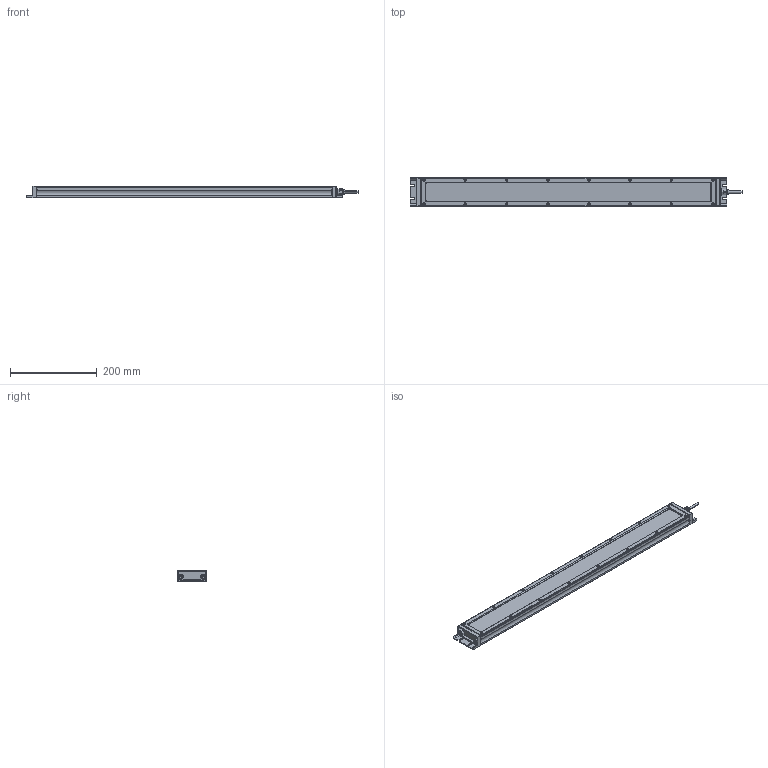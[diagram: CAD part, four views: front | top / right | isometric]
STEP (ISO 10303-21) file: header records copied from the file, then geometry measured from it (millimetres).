
FILE_DESCRIPTION((''),'2;1');
FILE_NAME('NLE36 SERIES.stp','2023-11-28T17:14:06',(''),(''),'Mechanical Desktop 2011','Mechanical Desktop 2011',', , ');
FILE_SCHEMA(('CONFIG_CONTROL_DESIGN'));
Length unit declared in the file: millimetre
Products named in the file (1): Product
Bounding box: 765 x 65.07 x 27.5 mm (x, y, z)
Volume: 1067026.4 mm3; surface area: 219367.2 mm2
Topology: 28 solids, 28 shells, 1184 faces, 3048 edges, 1947 vertices
Faces by surface type: plane 550, cylinder 321, cone 172, bspline 114, torus 21, sphere 6
Full cylindrical faces by diameter (mm): 9.865 x9, 11.489 x8
Entity records: 42107 total; most frequent: CARTESIAN_POINT 13829, ORIENTED_EDGE 6084, DIRECTION 5707, EDGE_CURVE 3042, AXIS2_PLACEMENT_3D 2075, VERTEX_POINT 1947, VECTOR 1557, LINE 1557
